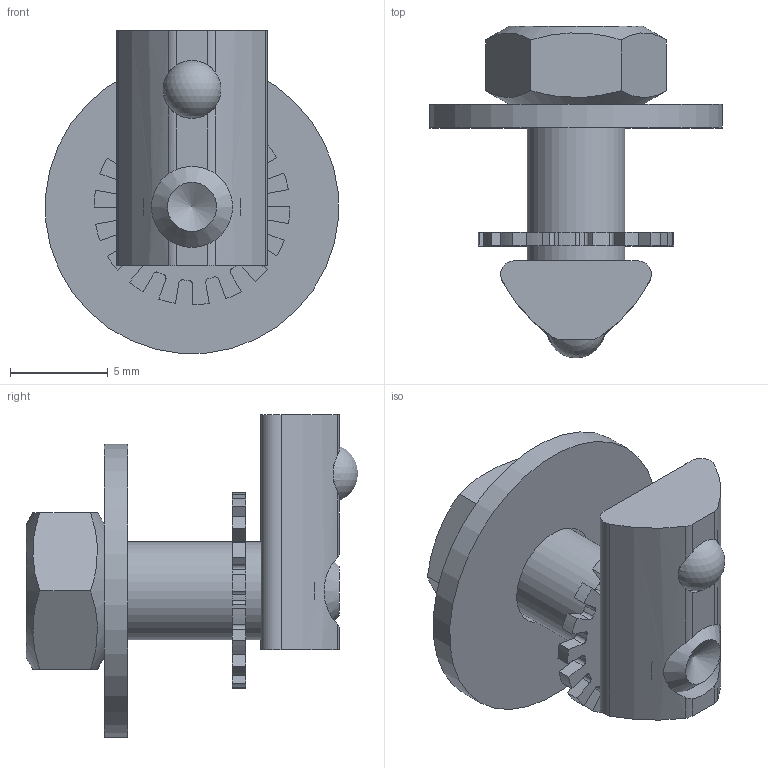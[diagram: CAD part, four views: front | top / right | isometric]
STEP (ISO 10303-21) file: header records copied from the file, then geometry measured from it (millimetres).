
FILE_DESCRIPTION(/* description */ (''),/* implementation_level */ '2;1');
FILE_NAME(/* name */ '11178_KriTec_Erdungssatz_5.stp',/* time_stamp */ '2016-07-05T16:05:50+02:00',/* author */ ('Steiner'),/* organization */ (''),/* preprocessor_version */ 'ST-DEVELOPER v16.1',/* originating_system */ 'Autodesk Inventor 2016',/* authorisation */ '');
FILE_SCHEMA (('AUTOMOTIVE_DESIGN { 1 0 10303 214 3 1 1 }'));
Length unit declared in the file: millimetre
Products named in the file (6): 11011_KriTec_Nutenstein_5_ST_M5_glatt; DIN 916 - M5  x  16; 10704_KriTec_Faecherscheibe_verzinkt_Form_A_5,3_10_DIN_6798; 10695_KriTec_Unterlegscheibe_Messing_DIN_9021_Ø5,3xØ15x1,2; 10677_KriTec_Sechskantmutter_Messing_DIN_934_M5; 11178_KriTec_Erdungssatz_5
Assembly tree (5 placements, depth 2):
  11178_KriTec_Erdungssatz_5
    11011_KriTec_Nutenstein_5_ST_M5_glatt
    DIN 916 - M5  x  16
    10704_KriTec_Faecherscheibe_verzinkt_Form_A_5,3_10_DIN_6798
    10695_KriTec_Unterlegscheibe_Messing_DIN_9021_Ø5,3xØ15x1,2
    10677_KriTec_Sechskantmutter_Messing_DIN_934_M5
Bounding box: 14.95 x 16.95 x 16.48 mm (x, y, z)
Volume: 871.5 mm3; surface area: 1399 mm2
Topology: 5 solids, 6 shells, 173 faces, 470 edges, 307 vertices
Faces by surface type: cylinder 93, plane 70, cone 8, sphere 2
Full cylindrical faces by diameter (mm): 4.134 x2, 5 x1, 5.3 x2, 15 x1
Entity records: 5632 total; most frequent: CARTESIAN_POINT 1066, DIRECTION 987, ORIENTED_EDGE 904, EDGE_CURVE 452, AXIS2_PLACEMENT_3D 377, VERTEX_POINT 303, LINE 233, VECTOR 233
